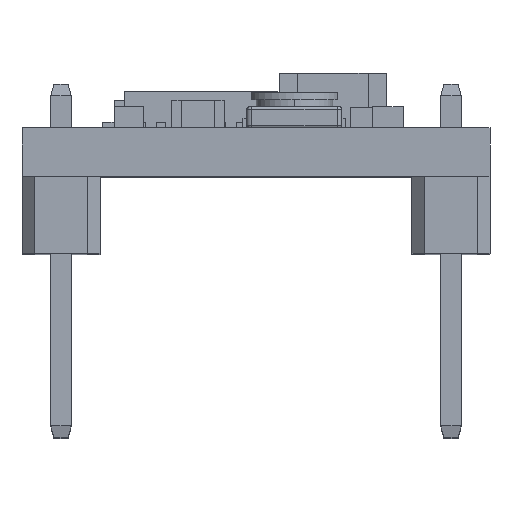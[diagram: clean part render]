
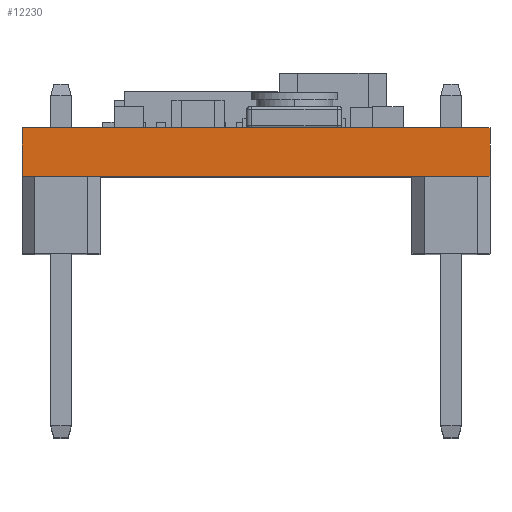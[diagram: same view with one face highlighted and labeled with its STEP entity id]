
A CAD part, top view. The second image highlights one B-rep face of the part: STEP entity #12230.
In plain terms, the highlighted planar face has unit normal (0, 0, 1).
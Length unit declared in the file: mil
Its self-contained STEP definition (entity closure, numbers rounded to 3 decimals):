
#1912 = CARTESIAN_POINT ( 'NONE',  ( 0., 161., 400. ) ) ;
#3835 = VERTEX_POINT ( 'NONE', #22925 ) ;
#4256 = VECTOR ( 'NONE', #8669, 39370.079 ) ;
#4479 = DIRECTION ( 'NONE',  ( 1., 0., 0. ) ) ;
#6416 = EDGE_LOOP ( 'NONE', ( #8582, #29113, #22426, #19091 ) ) ;
#7417 = LINE ( 'NONE', #9278, #18455 ) ;
#8567 = AXIS2_PLACEMENT_3D ( 'NONE', #9468, #25184, #4479 ) ;
#8582 = ORIENTED_EDGE ( 'NONE', *, *, #25586, .F. ) ;
#8669 = DIRECTION ( 'NONE',  ( -1., 0., 0. ) ) ;
#9278 = CARTESIAN_POINT ( 'NONE',  ( 300., 161., 400. ) ) ;
#9468 = CARTESIAN_POINT ( 'NONE',  ( 0., 161., 400. ) ) ;
#10748 = CARTESIAN_POINT ( 'NONE',  ( -300., 161., 400. ) ) ;
#12230 = ADVANCED_FACE ( 'NONE', ( #18992 ), #23013, .T. ) ;
#12613 = VECTOR ( 'NONE', #12745, 39370.079 ) ;
#12745 = DIRECTION ( 'NONE',  ( 0., -1., 0. ) ) ;
#13987 = VERTEX_POINT ( 'NONE', #16638 ) ;
#13988 = CARTESIAN_POINT ( 'NONE',  ( 0., 99., 400. ) ) ;
#15107 = LINE ( 'NONE', #10748, #12613 ) ;
#15356 = EDGE_CURVE ( 'NONE', #15759, #3835, #7417, .T. ) ;
#15759 = VERTEX_POINT ( 'NONE', #22442 ) ;
#16003 = VERTEX_POINT ( 'NONE', #25786 ) ;
#16638 = CARTESIAN_POINT ( 'NONE',  ( -300., 161., 400. ) ) ;
#16962 = DIRECTION ( 'NONE',  ( -1., 0., 0. ) ) ;
#18455 = VECTOR ( 'NONE', #22598, 39370.079 ) ;
#18992 = FACE_OUTER_BOUND ( 'NONE', #6416, .T. ) ;
#19091 = ORIENTED_EDGE ( 'NONE', *, *, #20219, .T. ) ;
#20219 = EDGE_CURVE ( 'NONE', #13987, #16003, #15107, .T. ) ;
#21713 = LINE ( 'NONE', #1912, #4256 ) ;
#22426 = ORIENTED_EDGE ( 'NONE', *, *, #25942, .T. ) ;
#22442 = CARTESIAN_POINT ( 'NONE',  ( 300., 161., 400. ) ) ;
#22598 = DIRECTION ( 'NONE',  ( 0., -1., 0. ) ) ;
#22925 = CARTESIAN_POINT ( 'NONE',  ( 300., 99., 400. ) ) ;
#23013 = PLANE ( 'NONE',  #8567 ) ;
#25184 = DIRECTION ( 'NONE',  ( 0., 0., 1. ) ) ;
#25307 = LINE ( 'NONE', #13988, #26356 ) ;
#25586 = EDGE_CURVE ( 'NONE', #3835, #16003, #25307, .T. ) ;
#25786 = CARTESIAN_POINT ( 'NONE',  ( -300., 99., 400. ) ) ;
#25942 = EDGE_CURVE ( 'NONE', #15759, #13987, #21713, .T. ) ;
#26356 = VECTOR ( 'NONE', #16962, 39370.079 ) ;
#29113 = ORIENTED_EDGE ( 'NONE', *, *, #15356, .F. ) ;
